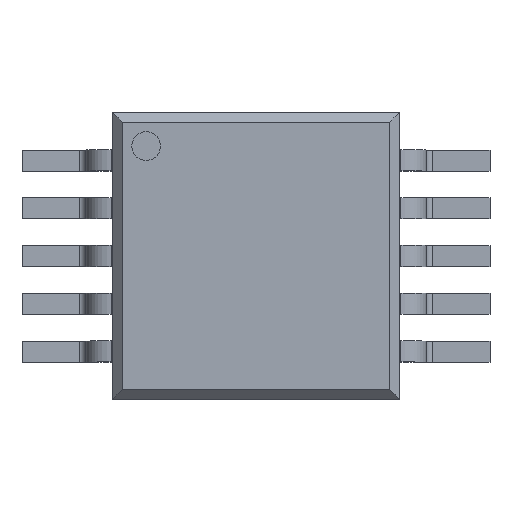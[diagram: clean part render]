
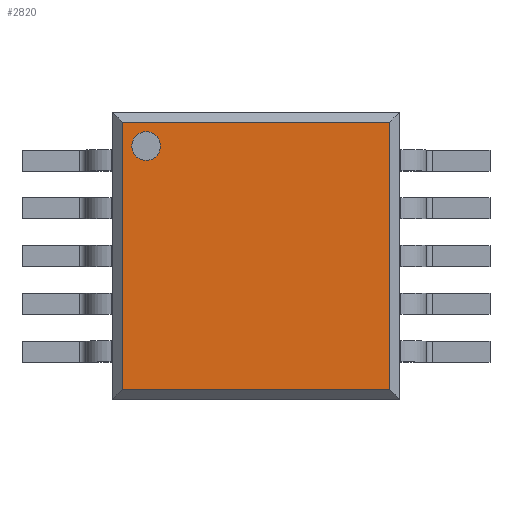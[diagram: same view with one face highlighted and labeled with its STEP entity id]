
A CAD part, top view. The second image highlights one B-rep face of the part: STEP entity #2820.
In plain terms, the highlighted planar face has unit normal (0, 0, 1).
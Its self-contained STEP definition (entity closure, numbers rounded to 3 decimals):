
#19=FACE_BOUND('',#434,.T.);
#106=CIRCLE('',#3038,0.15);
#286=FACE_OUTER_BOUND('',#433,.T.);
#433=EDGE_LOOP('',(#2411,#2412,#2413,#2414));
#434=EDGE_LOOP('',(#2415));
#724=LINE('',#4542,#1025);
#729=LINE('',#4552,#1030);
#731=LINE('',#4556,#1032);
#734=LINE('',#4561,#1035);
#1025=VECTOR('',#3763,1.);
#1030=VECTOR('',#3770,1.);
#1032=VECTOR('',#3774,1.);
#1035=VECTOR('',#3779,1.);
#1286=VERTEX_POINT('',#4535);
#1287=VERTEX_POINT('',#4540);
#1288=VERTEX_POINT('',#4541);
#1292=VERTEX_POINT('',#4551);
#1293=VERTEX_POINT('',#4555);
#1661=EDGE_CURVE('',#1286,#1286,#106,.T.);
#1662=EDGE_CURVE('',#1287,#1288,#724,.T.);
#1667=EDGE_CURVE('',#1288,#1292,#729,.T.);
#1669=EDGE_CURVE('',#1293,#1287,#731,.T.);
#1672=EDGE_CURVE('',#1292,#1293,#734,.T.);
#2411=ORIENTED_EDGE('',*,*,#1662,.F.);
#2412=ORIENTED_EDGE('',*,*,#1669,.F.);
#2413=ORIENTED_EDGE('',*,*,#1672,.F.);
#2414=ORIENTED_EDGE('',*,*,#1667,.F.);
#2415=ORIENTED_EDGE('',*,*,#1661,.T.);
#2545=PLANE('',#3046);
#2820=ADVANCED_FACE('',(#286,#19),#2545,.T.);
#3038=AXIS2_PLACEMENT_3D('',#4537,#3757,#3758);
#3046=AXIS2_PLACEMENT_3D('',#4573,#3790,#3791);
#3757=DIRECTION('center_axis',(0.,0.,-1.));
#3758=DIRECTION('ref_axis',(1.,0.,0.));
#3763=DIRECTION('',(0.,-1.,0.));
#3770=DIRECTION('',(-1.,0.,0.));
#3774=DIRECTION('',(1.,0.,0.));
#3779=DIRECTION('',(0.,1.,0.));
#3790=DIRECTION('center_axis',(0.,0.,1.));
#3791=DIRECTION('ref_axis',(1.,0.,0.));
#4535=CARTESIAN_POINT('',(-1.3,1.15,1.));
#4537=CARTESIAN_POINT('Origin',(-1.15,1.15,1.));
#4540=CARTESIAN_POINT('',(1.4,1.4,1.));
#4541=CARTESIAN_POINT('',(1.4,-1.4,1.));
#4542=CARTESIAN_POINT('',(1.4,0.,1.));
#4551=CARTESIAN_POINT('',(-1.4,-1.4,1.));
#4552=CARTESIAN_POINT('',(0.,-1.4,1.));
#4555=CARTESIAN_POINT('',(-1.4,1.4,1.));
#4556=CARTESIAN_POINT('',(0.,1.4,1.));
#4561=CARTESIAN_POINT('',(-1.4,0.,1.));
#4573=CARTESIAN_POINT('Origin',(0.,0.,1.));
